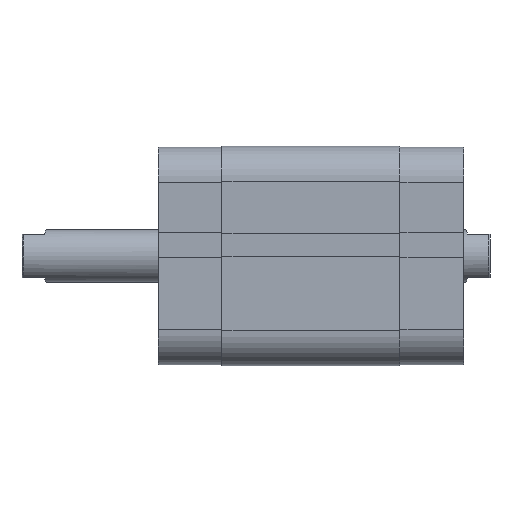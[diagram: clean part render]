
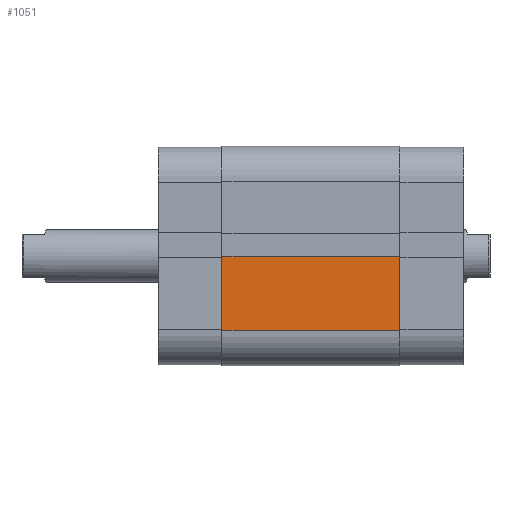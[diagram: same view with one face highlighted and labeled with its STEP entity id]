
A CAD part, top view. The second image highlights one B-rep face of the part: STEP entity #1051.
In plain terms, the highlighted face is planar.
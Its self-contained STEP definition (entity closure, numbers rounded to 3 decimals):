
#37 = VERTEX_POINT ( 'NONE', #4881 ) ;
#39 = VERTEX_POINT ( 'NONE', #4883 ) ;
#48 = VERTEX_POINT ( 'NONE', #4892 ) ;
#80 = VERTEX_POINT ( 'NONE', #4924 ) ;
#143 = EDGE_CURVE ( 'NONE', #48, #37, #3992, .T. ) ;
#669 = EDGE_CURVE ( 'NONE', #80, #37, #2512, .T. ) ;
#675 = EDGE_CURVE ( 'NONE', #39, #80, #2540, .T. ) ;
#683 = EDGE_CURVE ( 'NONE', #39, #48, #2559, .T. ) ;
#961 = AXIS2_PLACEMENT_3D ( 'NONE', #1946, #1952, #1953 ) ;
#1051 = ADVANCED_FACE ( 'NONE', ( #2789 ), #1943, .F. ) ;
#1562 = CARTESIAN_POINT ( 'NONE',  ( 17., -25., 40.5 ) ) ;
#1563 = DIRECTION ( 'NONE',  ( 0., 0., -1. ) ) ;
#1575 = CARTESIAN_POINT ( 'NONE',  ( 0., -25., 40.5 ) ) ;
#1576 = DIRECTION ( 'NONE',  ( 1., 0., 0. ) ) ;
#1591 = CARTESIAN_POINT ( 'NONE',  ( 0.1, -25., 40.5 ) ) ;
#1592 = DIRECTION ( 'NONE',  ( 0., 0., -1. ) ) ;
#1943 = PLANE ( 'NONE',  #961 ) ;
#1946 = CARTESIAN_POINT ( 'NONE',  ( 0., -25., 40.5 ) ) ;
#1952 = DIRECTION ( 'NONE',  ( 0., 1., 0. ) ) ;
#1953 = DIRECTION ( 'NONE',  ( -1., 0., 0. ) ) ;
#2512 = LINE ( 'NONE', #1562, #2532 ) ;
#2532 = VECTOR ( 'NONE', #1563, 1000. ) ;
#2536 = VECTOR ( 'NONE', #1576, 1000. ) ;
#2540 = LINE ( 'NONE', #1575, #2536 ) ;
#2559 = LINE ( 'NONE', #1591, #2560 ) ;
#2560 = VECTOR ( 'NONE', #1592, 1000. ) ;
#2789 = FACE_OUTER_BOUND ( 'NONE', #4514, .T. ) ;
#3992 = LINE ( 'NONE', #4974, #3996 ) ;
#3996 = VECTOR ( 'NONE', #4975, 1000. ) ;
#4514 = EDGE_LOOP ( 'NONE', ( #7152, #7166, #7162, #7156 ) ) ;
#4881 = CARTESIAN_POINT ( 'NONE',  ( 17., -25., 0. ) ) ;
#4883 = CARTESIAN_POINT ( 'NONE',  ( 0.1, -25., 40.5 ) ) ;
#4892 = CARTESIAN_POINT ( 'NONE',  ( 0.1, -25., 0. ) ) ;
#4924 = CARTESIAN_POINT ( 'NONE',  ( 17., -25., 40.5 ) ) ;
#4974 = CARTESIAN_POINT ( 'NONE',  ( 0., -25., 0. ) ) ;
#4975 = DIRECTION ( 'NONE',  ( 1., 0., 0. ) ) ;
#7152 = ORIENTED_EDGE ( 'NONE', *, *, #143, .T. ) ;
#7156 = ORIENTED_EDGE ( 'NONE', *, *, #683, .T. ) ;
#7162 = ORIENTED_EDGE ( 'NONE', *, *, #675, .F. ) ;
#7166 = ORIENTED_EDGE ( 'NONE', *, *, #669, .F. ) ;
